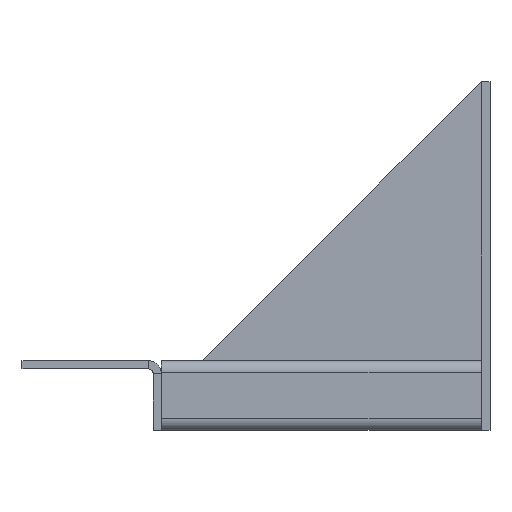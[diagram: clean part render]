
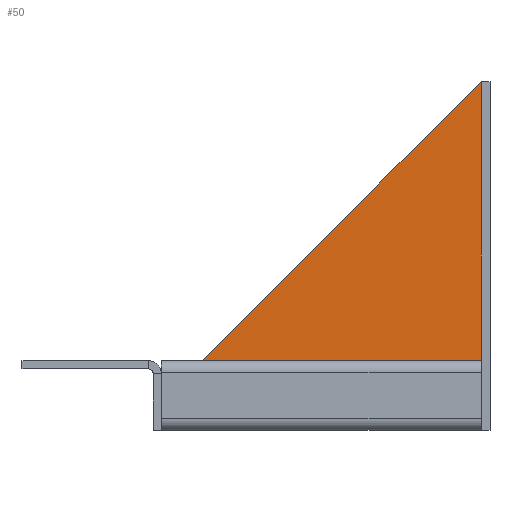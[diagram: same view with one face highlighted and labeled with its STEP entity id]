
A CAD part, front view. The second image highlights one B-rep face of the part: STEP entity #50.
In plain terms, the highlighted planar face has unit normal (0, -1, 0).
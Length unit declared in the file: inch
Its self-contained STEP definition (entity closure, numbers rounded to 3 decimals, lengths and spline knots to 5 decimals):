
#8 = CARTESIAN_POINT ( 'NONE',  ( 4.58533, -15.01526, 3.9999 ) ) ;
#50 = ADVANCED_FACE ( 'NONE', ( #251 ), #2694, .F. ) ;
#158 = VECTOR ( 'NONE', #2636, 39.37008 ) ;
#207 = LINE ( 'NONE', #974, #602 ) ;
#251 = FACE_OUTER_BOUND ( 'NONE', #2077, .T. ) ;
#408 = CARTESIAN_POINT ( 'NONE',  ( 2.58543, -15.01526, 2. ) ) ;
#504 = DIRECTION ( 'NONE',  ( 1., 0., 0. ) ) ;
#602 = VECTOR ( 'NONE', #617, 39.37008 ) ;
#617 = DIRECTION ( 'NONE',  ( 1., 0., 0. ) ) ;
#704 = LINE ( 'NONE', #408, #3835 ) ;
#815 = CARTESIAN_POINT ( 'NONE',  ( 0., -15.01526, 0. ) ) ;
#950 = CARTESIAN_POINT ( 'NONE',  ( 4.58533, -15.01526, 0.0001 ) ) ;
#964 = VERTEX_POINT ( 'NONE', #2927 ) ;
#974 = CARTESIAN_POINT ( 'NONE',  ( 0., -15.01526, 0.0001 ) ) ;
#976 = EDGE_CURVE ( 'NONE', #964, #2383, #207, .T. ) ;
#1099 = ORIENTED_EDGE ( 'NONE', *, *, #976, .T. ) ;
#1101 = LINE ( 'NONE', #1181, #158 ) ;
#1181 = CARTESIAN_POINT ( 'NONE',  ( 4.58533, -15.01526, 0. ) ) ;
#1567 = EDGE_CURVE ( 'NONE', #964, #2078, #704, .T. ) ;
#1761 = AXIS2_PLACEMENT_3D ( 'NONE', #815, #2348, #504 ) ;
#1884 = EDGE_CURVE ( 'NONE', #2383, #2078, #1101, .T. ) ;
#2077 = EDGE_LOOP ( 'NONE', ( #2232, #1099, #2635 ) ) ;
#2078 = VERTEX_POINT ( 'NONE', #8 ) ;
#2232 = ORIENTED_EDGE ( 'NONE', *, *, #1567, .F. ) ;
#2348 = DIRECTION ( 'NONE',  ( 0., 1., 0. ) ) ;
#2383 = VERTEX_POINT ( 'NONE', #950 ) ;
#2635 = ORIENTED_EDGE ( 'NONE', *, *, #1884, .T. ) ;
#2636 = DIRECTION ( 'NONE',  ( 0., 0., 1. ) ) ;
#2694 = PLANE ( 'NONE',  #1761 ) ;
#2927 = CARTESIAN_POINT ( 'NONE',  ( 0.58553, -15.01526, 0.0001 ) ) ;
#3741 = DIRECTION ( 'NONE',  ( 0.707, 0., 0.707 ) ) ;
#3835 = VECTOR ( 'NONE', #3741, 39.37008 ) ;
